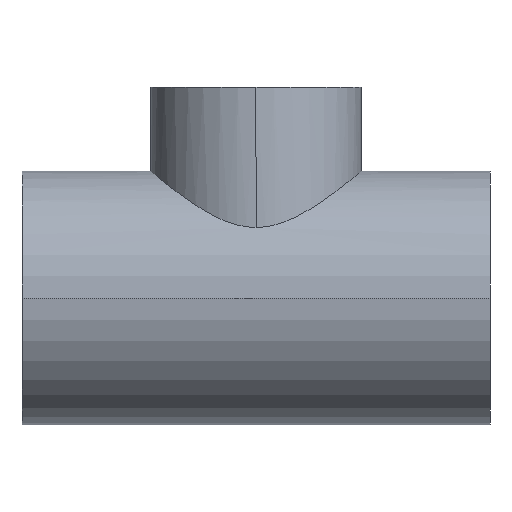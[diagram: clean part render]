
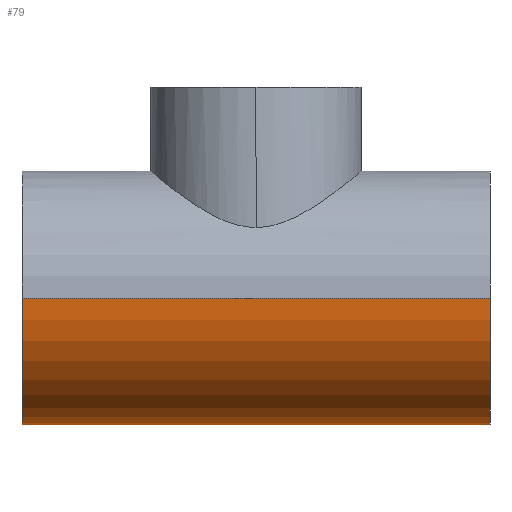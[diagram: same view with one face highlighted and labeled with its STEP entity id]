
A CAD part, left-side view. The second image highlights one B-rep face of the part: STEP entity #79.
In plain terms, the highlighted cylindrical face has radius 38.5 mm (diameter 77 mm), a partial arc.
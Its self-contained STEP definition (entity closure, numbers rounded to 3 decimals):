
#79=ADVANCED_FACE('',(#159),#160,.T.);
#159=FACE_OUTER_BOUND('',#234,.T.);
#160=CYLINDRICAL_SURFACE('',#235,38.5);
#234=EDGE_LOOP('',(#393,#394,#395,#396));
#235=AXIS2_PLACEMENT_3D('',#397,#398,#399);
#393=ORIENTED_EDGE('',*,*,#418,.T.);
#394=ORIENTED_EDGE('',*,*,#478,.F.);
#395=ORIENTED_EDGE('',*,*,#420,.T.);
#396=ORIENTED_EDGE('',*,*,#479,.F.);
#397=CARTESIAN_POINT('',(0.0,0.0,0.0));
#398=DIRECTION('',(0.0,-1.0,0.0));
#399=DIRECTION('',(1.0,0.0,0.0));
#418=EDGE_CURVE('',#484,#485,#486,.T.);
#420=EDGE_CURVE('',#489,#487,#490,.T.);
#478=EDGE_CURVE('',#489,#485,#574,.T.);
#479=EDGE_CURVE('',#484,#487,#575,.T.);
#484=VERTEX_POINT('',#580);
#485=VERTEX_POINT('',#581);
#486=LINE('',#582,#583);
#487=VERTEX_POINT('',#584);
#489=VERTEX_POINT('',#586);
#490=LINE('',#587,#588);
#574=CIRCLE('',#915,38.5);
#575=CIRCLE('',#916,38.5);
#580=CARTESIAN_POINT('',(38.5,71.0,0.0));
#581=CARTESIAN_POINT('',(38.5,-71.0,0.0));
#582=CARTESIAN_POINT('',(38.5,0.0,0.));
#583=VECTOR('',#920,1.0);
#584=CARTESIAN_POINT('',(-38.5,71.0,0.));
#586=CARTESIAN_POINT('',(-38.5,-71.0,0.));
#587=CARTESIAN_POINT('',(-38.5,0.0,0.));
#588=VECTOR('',#924,1.0);
#915=AXIS2_PLACEMENT_3D('',#1001,#1002,#1003);
#916=AXIS2_PLACEMENT_3D('',#1004,#1005,#1006);
#920=DIRECTION('',(0.0,-1.0,0.0));
#924=DIRECTION('',(-0.0,1.0,-0.0));
#1001=CARTESIAN_POINT('',(0.0,-71.0,0.0));
#1002=DIRECTION('',(0.0,-1.0,0.0));
#1003=DIRECTION('',(1.0,0.0,0.0));
#1004=CARTESIAN_POINT('',(0.0,71.0,0.0));
#1005=DIRECTION('',(-0.0,1.0,0.0));
#1006=DIRECTION('',(1.0,0.0,0.0));
